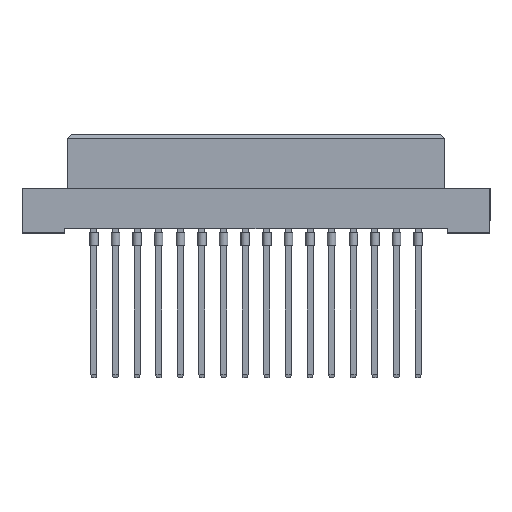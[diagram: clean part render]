
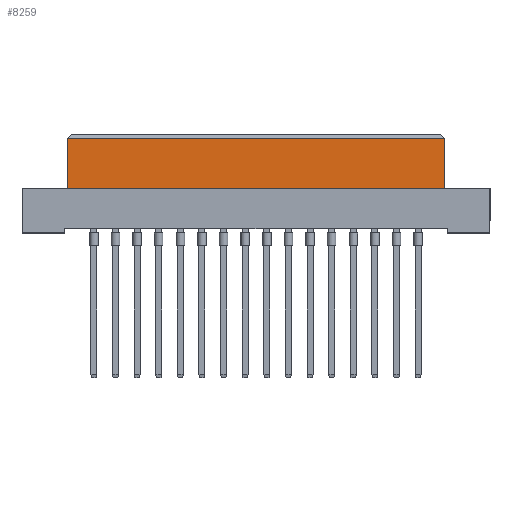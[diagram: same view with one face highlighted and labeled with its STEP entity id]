
A CAD part, top view. The second image highlights one B-rep face of the part: STEP entity #8259.
In plain terms, the highlighted planar face has unit normal (0, 0, 1).
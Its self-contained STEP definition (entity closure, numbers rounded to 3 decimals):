
#136 = EDGE_CURVE ( 'NONE', #4723, #20831, #17494, .T. ) ;
#1048 = LINE ( 'NONE', #17543, #4181 ) ;
#1765 = ORIENTED_EDGE ( 'NONE', *, *, #136, .T. ) ;
#1843 = DIRECTION ( 'NONE',  ( 1., 0., 0. ) ) ;
#3569 = CARTESIAN_POINT ( 'NONE',  ( 22.2, -0.5, 4.25 ) ) ;
#3969 = VECTOR ( 'NONE', #1843, 1000. ) ;
#4181 = VECTOR ( 'NONE', #6062, 1000. ) ;
#4297 = AXIS2_PLACEMENT_3D ( 'NONE', #8395, #18164, #14381 ) ;
#4597 = CARTESIAN_POINT ( 'NONE',  ( 22.2, -6.4, 4.25 ) ) ;
#4723 = VERTEX_POINT ( 'NONE', #4597 ) ;
#6062 = DIRECTION ( 'NONE',  ( -1., 0., 0. ) ) ;
#6792 = EDGE_CURVE ( 'NONE', #20831, #17712, #1048, .T. ) ;
#8259 = ADVANCED_FACE ( 'NONE', ( #11696 ), #15968, .T. ) ;
#8395 = CARTESIAN_POINT ( 'NONE',  ( 22.2, -6.4, 4.25 ) ) ;
#8598 = EDGE_CURVE ( 'NONE', #9087, #17712, #10544, .T. ) ;
#9052 = CARTESIAN_POINT ( 'NONE',  ( -22.2, -6.4, 4.25 ) ) ;
#9087 = VERTEX_POINT ( 'NONE', #17103 ) ;
#9637 = CARTESIAN_POINT ( 'NONE',  ( 22.2, -6.4, 4.25 ) ) ;
#9680 = EDGE_CURVE ( 'NONE', #9087, #4723, #11132, .T. ) ;
#10129 = ORIENTED_EDGE ( 'NONE', *, *, #8598, .F. ) ;
#10544 = LINE ( 'NONE', #9052, #18219 ) ;
#11132 = LINE ( 'NONE', #9637, #3969 ) ;
#11559 = CARTESIAN_POINT ( 'NONE',  ( -22.2, -0.5, 4.25 ) ) ;
#11696 = FACE_OUTER_BOUND ( 'NONE', #12941, .T. ) ;
#11932 = ORIENTED_EDGE ( 'NONE', *, *, #9680, .T. ) ;
#12354 = VECTOR ( 'NONE', #13323, 1000. ) ;
#12941 = EDGE_LOOP ( 'NONE', ( #1765, #14466, #10129, #11932 ) ) ;
#13323 = DIRECTION ( 'NONE',  ( 0., 1., 0. ) ) ;
#14381 = DIRECTION ( 'NONE',  ( 1., 0., 0. ) ) ;
#14466 = ORIENTED_EDGE ( 'NONE', *, *, #6792, .T. ) ;
#15968 = PLANE ( 'NONE',  #4297 ) ;
#17103 = CARTESIAN_POINT ( 'NONE',  ( -22.2, -6.4, 4.25 ) ) ;
#17494 = LINE ( 'NONE', #20986, #12354 ) ;
#17543 = CARTESIAN_POINT ( 'NONE',  ( -22.2, -0.5, 4.25 ) ) ;
#17712 = VERTEX_POINT ( 'NONE', #11559 ) ;
#18164 = DIRECTION ( 'NONE',  ( 0., 0., 1. ) ) ;
#18219 = VECTOR ( 'NONE', #20109, 1000. ) ;
#20109 = DIRECTION ( 'NONE',  ( 0., 1., 0. ) ) ;
#20831 = VERTEX_POINT ( 'NONE', #3569 ) ;
#20986 = CARTESIAN_POINT ( 'NONE',  ( 22.2, -6.4, 4.25 ) ) ;
